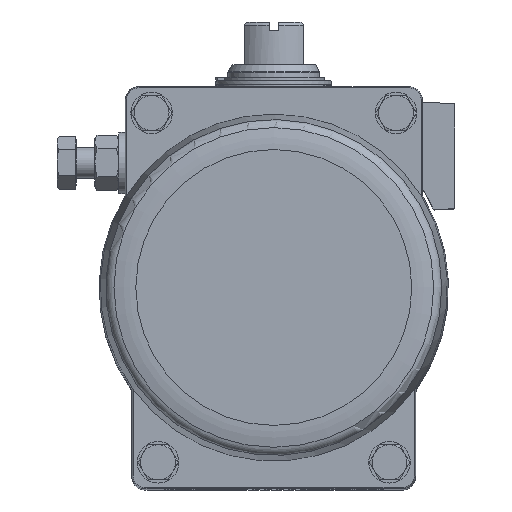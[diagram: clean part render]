
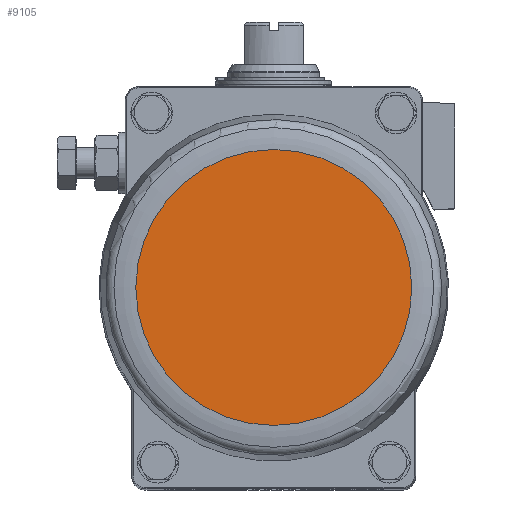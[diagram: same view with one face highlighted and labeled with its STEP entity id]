
A CAD part, top view. The second image highlights one B-rep face of the part: STEP entity #9105.
In plain terms, the highlighted planar face has unit normal (0, 0, 1).
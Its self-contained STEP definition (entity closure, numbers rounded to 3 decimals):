
#3253=ORIENTED_EDGE('',*,*,#5011,.T.);
#5011=EDGE_CURVE('',#6032,#6032,#6613,.T.);
#6032=VERTEX_POINT('',#15200);
#6613=CIRCLE('',#10047,63.2);
#7290=EDGE_LOOP('',(#3253));
#8111=FACE_BOUND('',#7290,.T.);
#8609=PLANE('',#10048);
#9105=ADVANCED_FACE('',(#8111),#8609,.F.);
#10047=AXIS2_PLACEMENT_3D('',#15199,#12130,#12131);
#10048=AXIS2_PLACEMENT_3D('',#15201,#12132,#12133);
#12130=DIRECTION('',(0.,0.,1.));
#12131=DIRECTION('',(1.,0.,0.));
#12132=DIRECTION('',(0.,0.,-1.));
#12133=DIRECTION('',(-1.,0.,0.));
#15199=CARTESIAN_POINT('',(0.,0.,245.9));
#15200=CARTESIAN_POINT('',(63.2,0.,245.9));
#15201=CARTESIAN_POINT('',(63.2,0.,245.9));
